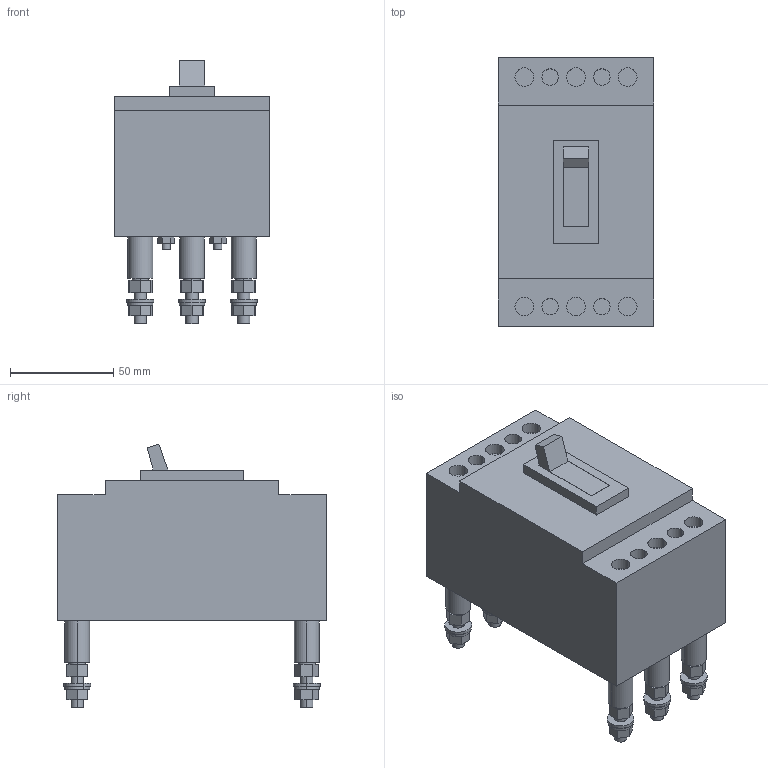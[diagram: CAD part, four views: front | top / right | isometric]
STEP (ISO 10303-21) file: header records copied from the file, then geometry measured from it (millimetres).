
FILE_DESCRIPTION(('CoCreate Modeling STEP Export'),'2;1');
FILE_NAME('Ｅ５０ＳＦ３Ｒ.stp','2016-03-30T15:14:20',(''),(''),'CoCreate Modeling STEP processor for AP214 (Solid Model)','CoCreate Modeling 17.0 01-Apr-2010 (C) Parametric Technology GmbH','');
FILE_SCHEMA(('AUTOMOTIVE_DESIGN { 1 0 10303 214 1 1 1 1 }'));
Length unit declared in the file: millimetre
Products named in the file (8): P5.2; P4.1; P6.2; P3.2; P7.1; P2.3; P1; Ｅ５０ＳＦ３Ｒ
Assembly tree (33 placements, depth 2):
  Ｅ５０ＳＦ３Ｒ
    P2.3  x4
    P4.1  x6
    P5.2  x6
    P3.2  x4
    P7.1  x6
    P1
    P6.2  x6
Bounding box: 75 x 130 x 127.51 mm (x, y, z)
Volume: 660548.3 mm3; surface area: 89747.5 mm2
Topology: 33 solids, 33 shells, 416 faces, 914 edges, 610 vertices
Faces by surface type: plane 232, cylinder 184
Entity records: 3962 total; most frequent: ORIENTED_EDGE 642, CARTESIAN_POINT 595, DIRECTION 580, EDGE_CURVE 321, VERTEX_POINT 213, AXIS2_PLACEMENT_3D 198, EDGE_LOOP 186, VECTOR 184
